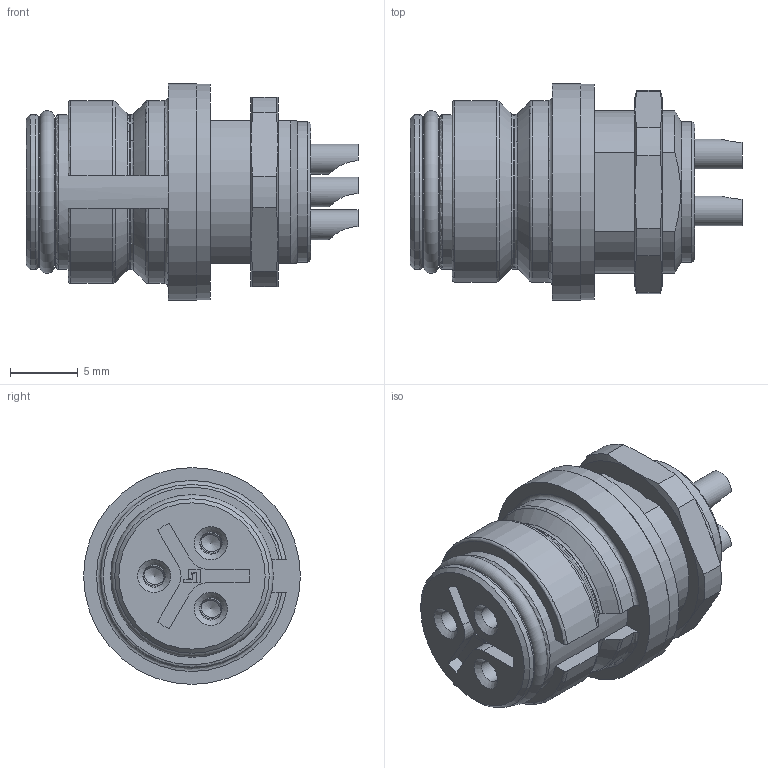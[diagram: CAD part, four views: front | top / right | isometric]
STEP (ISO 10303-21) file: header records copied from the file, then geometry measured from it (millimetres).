
FILE_DESCRIPTION(/* description */ (''),/* implementation_level */ '2;1');
FILE_NAME(/* name */ '99-9108-00-03.stp',/* time_stamp */ '2013-11-27T11:02:01+01:00',/* author */ (''),/* organization */ (''),/* preprocessor_version */ 'ST-DEVELOPER v14',/* originating_system */ 'SIEMENS PLM Software NX 8.0',/* authorisation */ '');
FILE_SCHEMA (('AUTOMOTIVE_DESIGN { 1 0 10303 214 3 1 1 1 }'));
Length unit declared in the file: millimetre
Products named in the file (1): cerl15F44869x21w
Bounding box: 24.5 x 16 x 16 mm (x, y, z)
Volume: 2726.5 mm3; surface area: 1799.7 mm2
Topology: 1 solids, 1 shells, 178 faces, 472 edges, 303 vertices
Faces by surface type: plane 81, cylinder 50, cone 26, torus 9, extrusion 6, bspline 6
Full cylindrical faces by diameter (mm): 1.55 x3, 1.6 x3, 1.65 x3, 2.2 x3, 10.4 x3, 11.4 x2, 15.9 x1, 16 x1
Entity records: 6024 total; most frequent: CARTESIAN_POINT 1885, DIRECTION 836, ORIENTED_EDGE 826, EDGE_CURVE 413, AXIS2_PLACEMENT_3D 328, VERTEX_POINT 285, EDGE_LOOP 224, VECTOR 180
